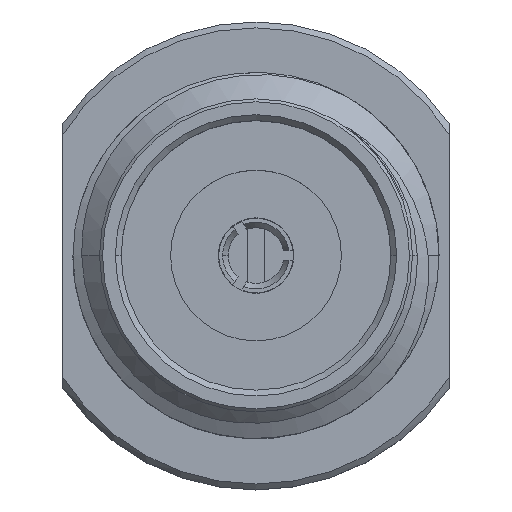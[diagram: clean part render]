
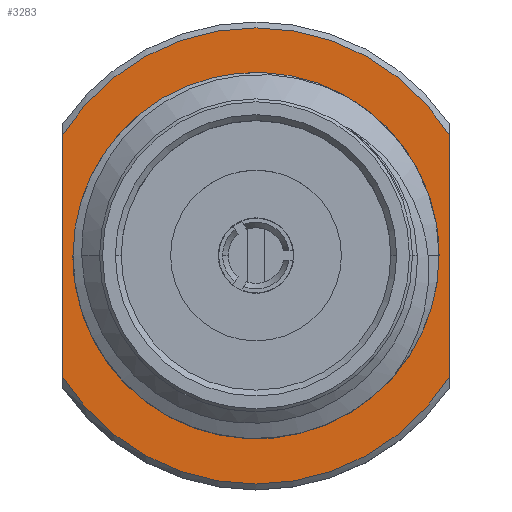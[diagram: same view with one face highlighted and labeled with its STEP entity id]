
A CAD part, top view. The second image highlights one B-rep face of the part: STEP entity #3283.
In plain terms, the highlighted planar face has unit normal (0, 0, 1).
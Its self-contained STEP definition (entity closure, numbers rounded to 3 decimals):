
#77 = CARTESIAN_POINT ( 'NONE',  ( -2.775, 0., -6. ) ) ;
#241 = DIRECTION ( 'NONE',  ( 0., 0., -1. ) ) ;
#281 = AXIS2_PLACEMENT_3D ( 'NONE', #7189, #7139, #2045 ) ;
#298 = CARTESIAN_POINT ( 'NONE',  ( 3.3, 2.078, -6. ) ) ;
#591 = DIRECTION ( 'NONE',  ( -1., 0., 0. ) ) ;
#976 = DIRECTION ( 'NONE',  ( 0., -1., 0. ) ) ;
#1026 = DIRECTION ( 'NONE',  ( -1., 0., 0. ) ) ;
#1178 = ORIENTED_EDGE ( 'NONE', *, *, #3227, .T. ) ;
#1625 = CARTESIAN_POINT ( 'NONE',  ( 2.775, 0., -6. ) ) ;
#1716 = CARTESIAN_POINT ( 'NONE',  ( -3.3, 4., -6. ) ) ;
#1813 = CIRCLE ( 'NONE', #6351, 3.9 ) ;
#2045 = DIRECTION ( 'NONE',  ( -1., 0., 0. ) ) ;
#2068 = EDGE_CURVE ( 'NONE', #6529, #6644, #5495, .T. ) ;
#2667 = PLANE ( 'NONE',  #7925 ) ;
#2807 = VERTEX_POINT ( 'NONE', #77 ) ;
#3183 = VERTEX_POINT ( 'NONE', #1625 ) ;
#3227 = EDGE_CURVE ( 'NONE', #6096, #8435, #9104, .T. ) ;
#3283 = ADVANCED_FACE ( 'NONE', ( #6431, #8703 ), #2667, .F. ) ;
#3488 = EDGE_CURVE ( 'NONE', #6644, #6096, #7767, .T. ) ;
#3805 = EDGE_LOOP ( 'NONE', ( #6848, #5529 ) ) ;
#3861 = EDGE_CURVE ( 'NONE', #8435, #6529, #1813, .T. ) ;
#4224 = DIRECTION ( 'NONE',  ( -1., 0., 0. ) ) ;
#4321 = DIRECTION ( 'NONE',  ( 0., 0., 1. ) ) ;
#4402 = CARTESIAN_POINT ( 'NONE',  ( 0., 0., -6. ) ) ;
#4658 = CIRCLE ( 'NONE', #281, 2.775 ) ;
#5010 = CARTESIAN_POINT ( 'NONE',  ( 0., 0., -6. ) ) ;
#5306 = VECTOR ( 'NONE', #976, 1000. ) ;
#5443 = DIRECTION ( 'NONE',  ( 0., 1., 0. ) ) ;
#5495 = LINE ( 'NONE', #1716, #5306 ) ;
#5529 = ORIENTED_EDGE ( 'NONE', *, *, #7916, .T. ) ;
#5897 = EDGE_LOOP ( 'NONE', ( #8073, #7740, #1178, #9000 ) ) ;
#6096 = VERTEX_POINT ( 'NONE', #7040 ) ;
#6348 = AXIS2_PLACEMENT_3D ( 'NONE', #5010, #4321, #591 ) ;
#6351 = AXIS2_PLACEMENT_3D ( 'NONE', #4402, #9509, #8189 ) ;
#6431 = FACE_BOUND ( 'NONE', #3805, .T. ) ;
#6529 = VERTEX_POINT ( 'NONE', #6781 ) ;
#6644 = VERTEX_POINT ( 'NONE', #9429 ) ;
#6658 = VECTOR ( 'NONE', #5443, 1000. ) ;
#6781 = CARTESIAN_POINT ( 'NONE',  ( -3.3, 2.078, -6. ) ) ;
#6848 = ORIENTED_EDGE ( 'NONE', *, *, #8208, .T. ) ;
#7040 = CARTESIAN_POINT ( 'NONE',  ( 3.3, -2.078, -6. ) ) ;
#7074 = CARTESIAN_POINT ( 'NONE',  ( 0., 4., -6. ) ) ;
#7080 = AXIS2_PLACEMENT_3D ( 'NONE', #8651, #8499, #4224 ) ;
#7139 = DIRECTION ( 'NONE',  ( 0., 0., -1. ) ) ;
#7189 = CARTESIAN_POINT ( 'NONE',  ( 0., 0., -6. ) ) ;
#7571 = CARTESIAN_POINT ( 'NONE',  ( 3.3, 4., -6. ) ) ;
#7740 = ORIENTED_EDGE ( 'NONE', *, *, #3488, .T. ) ;
#7767 = CIRCLE ( 'NONE', #6348, 3.9 ) ;
#7916 = EDGE_CURVE ( 'NONE', #3183, #2807, #4658, .T. ) ;
#7925 = AXIS2_PLACEMENT_3D ( 'NONE', #7074, #241, #1026 ) ;
#8073 = ORIENTED_EDGE ( 'NONE', *, *, #2068, .T. ) ;
#8189 = DIRECTION ( 'NONE',  ( -1., 0., 0. ) ) ;
#8208 = EDGE_CURVE ( 'NONE', #2807, #3183, #8505, .T. ) ;
#8435 = VERTEX_POINT ( 'NONE', #298 ) ;
#8499 = DIRECTION ( 'NONE',  ( 0., 0., -1. ) ) ;
#8505 = CIRCLE ( 'NONE', #7080, 2.775 ) ;
#8651 = CARTESIAN_POINT ( 'NONE',  ( 0., 0., -6. ) ) ;
#8703 = FACE_OUTER_BOUND ( 'NONE', #5897, .T. ) ;
#9000 = ORIENTED_EDGE ( 'NONE', *, *, #3861, .T. ) ;
#9104 = LINE ( 'NONE', #7571, #6658 ) ;
#9429 = CARTESIAN_POINT ( 'NONE',  ( -3.3, -2.078, -6. ) ) ;
#9509 = DIRECTION ( 'NONE',  ( 0., 0., 1. ) ) ;
